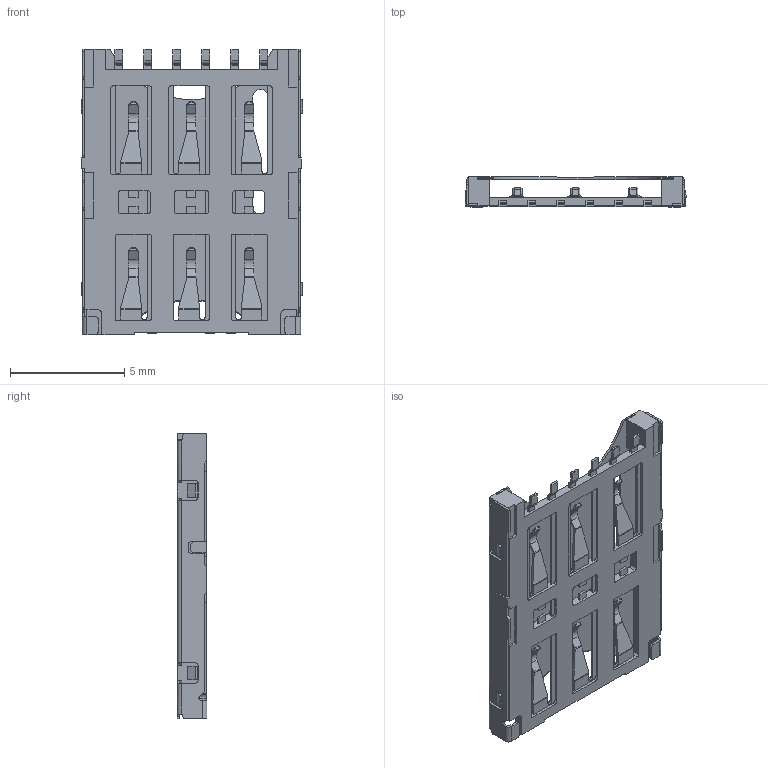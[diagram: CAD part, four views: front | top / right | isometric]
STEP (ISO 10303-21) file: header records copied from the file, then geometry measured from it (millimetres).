
FILE_DESCRIPTION((''),'2;1');
FILE_NAME('115U-A000_ASM','2018-01-31T',('fros.liao'),(''),'CREO PARAMETRIC BY PTC INC, 2015200','CREO PARAMETRIC BY PTC INC, 2015200','');
FILE_SCHEMA(('CONFIG_CONTROL_DESIGN'));
Length unit declared in the file: millimetre
Products named in the file (11): 115U-A000_HOUSING; 51PS106C0840-ASM_117_1; 51PS106C0840-ASM_117_2; 51PS106C0840-ASM_117_3; 51PS106C0840-ASM_117_4; 51PS106C0840-ASM_117_5; 51PS106C0840-ASM_117_6; 115U-A000_CONTACT_ASM; 115U-A000_MOLDING_ASM; 115U-A000_SHELL; 115U-A000_ASM
Assembly tree (10 placements, depth 4):
  115U-A000_ASM
    115U-A000_MOLDING_ASM
      115U-A000_HOUSING
      115U-A000_CONTACT_ASM
        51PS106C0840-ASM_117_1
        51PS106C0840-ASM_117_2
        51PS106C0840-ASM_117_3
        51PS106C0840-ASM_117_4
        51PS106C0840-ASM_117_5
        51PS106C0840-ASM_117_6
    115U-A000_SHELL
Bounding box: 9.69 x 1.3 x 12.5 mm (x, y, z)
Volume: 43 mm3; surface area: 593.7 mm2
Topology: 8 solids, 8 shells, 901 faces, 2706 edges, 1792 vertices
Faces by surface type: plane 593, cylinder 293, cone 15
Entity records: 30871 total; most frequent: CARTESIAN_POINT 5646, ORIENTED_EDGE 5412, DIRECTION 5125, EDGE_CURVE 2706, VECTOR 2055, LINE 2055, VERTEX_POINT 1792, AXIS2_PLACEMENT_3D 1535
